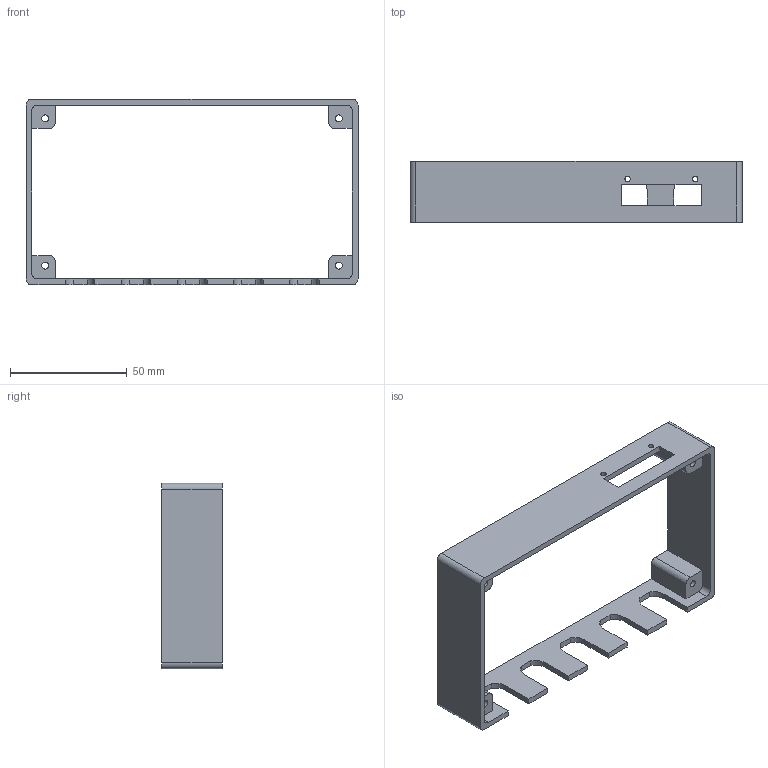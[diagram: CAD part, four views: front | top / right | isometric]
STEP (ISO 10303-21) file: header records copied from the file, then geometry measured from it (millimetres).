
FILE_DESCRIPTION(/* description */ (''),/* implementation_level */ '2;1');
FILE_NAME(/* name */ 'Case_Frame_Top.step',/* time_stamp */ '2025-08-01T14:19:03+02:00',/* author */ (''),/* organization */ (''),/* preprocessor_version */ 'ST-DEVELOPER v20.1',/* originating_system */ 'Autodesk Translation Framework v14.10.0.0',/* authorisation */ '');
FILE_SCHEMA (('AUTOMOTIVE_DESIGN { 1 0 10303 214 3 1 1 }'));
Length unit declared in the file: millimetre
Products named in the file (1): Box Frame Top
Bounding box: 142.16 x 26 x 79.5 mm (x, y, z)
Volume: 32043.7 mm3; surface area: 23714.5 mm2
Topology: 1 solids, 1 shells, 73 faces, 216 edges, 144 vertices
Faces by surface type: plane 45, cylinder 28
Full cylindrical faces by diameter (mm): 2.3 x2, 3 x4
Entity records: 2511 total; most frequent: CARTESIAN_POINT 434, ORIENTED_EDGE 432, DIRECTION 420, EDGE_CURVE 216, LINE 160, VECTOR 160, VERTEX_POINT 144, AXIS2_PLACEMENT_3D 130
